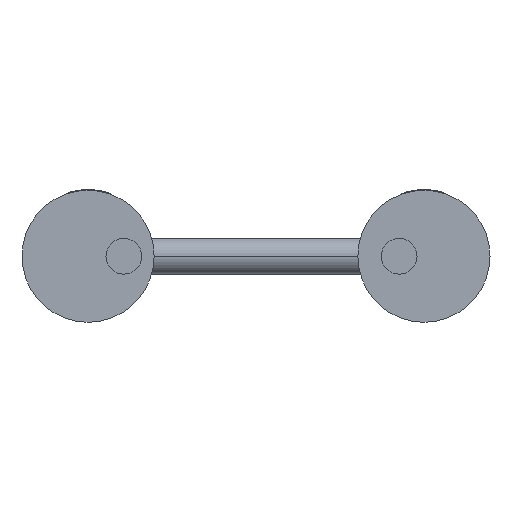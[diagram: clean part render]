
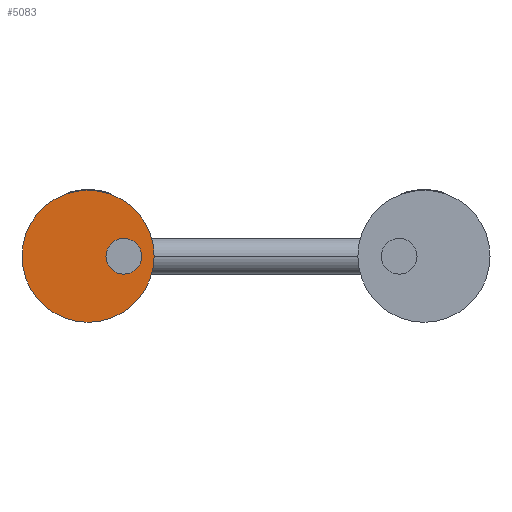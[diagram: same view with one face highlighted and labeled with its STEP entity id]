
A CAD part, front view. The second image highlights one B-rep face of the part: STEP entity #5083.
In plain terms, the highlighted planar face has unit normal (0, -1, 0).
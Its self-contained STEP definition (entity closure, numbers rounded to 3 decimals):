
#232 = DIRECTION ( 'NONE',  ( 0., 1., 0. ) ) ;
#235 = DIRECTION ( 'NONE',  ( 0., 0., 1. ) ) ;
#327 = ORIENTED_EDGE ( 'NONE', *, *, #1977, .F. ) ;
#347 = AXIS2_PLACEMENT_3D ( 'NONE', #1328, #2195, #2255 ) ;
#444 = AXIS2_PLACEMENT_3D ( 'NONE', #4884, #4895, #1494 ) ;
#602 = DIRECTION ( 'NONE',  ( 0., 0., 1. ) ) ;
#880 = ORIENTED_EDGE ( 'NONE', *, *, #5464, .F. ) ;
#1245 = FACE_OUTER_BOUND ( 'NONE', #3131, .T. ) ;
#1264 = CARTESIAN_POINT ( 'NONE',  ( 0.65, 0., -0.325 ) ) ;
#1328 = CARTESIAN_POINT ( 'NONE',  ( 0., 0., 0. ) ) ;
#1401 = VERTEX_POINT ( 'NONE', #1465 ) ;
#1447 = EDGE_LOOP ( 'NONE', ( #880, #1930 ) ) ;
#1465 = CARTESIAN_POINT ( 'NONE',  ( 0., 0., -1.2 ) ) ;
#1494 = DIRECTION ( 'NONE',  ( 0., 0., 1. ) ) ;
#1930 = ORIENTED_EDGE ( 'NONE', *, *, #5028, .F. ) ;
#1977 = EDGE_CURVE ( 'NONE', #5231, #1401, #4639, .T. ) ;
#2076 = CIRCLE ( 'NONE', #2560, 0.325 ) ;
#2195 = DIRECTION ( 'NONE',  ( 0., 1., 0. ) ) ;
#2255 = DIRECTION ( 'NONE',  ( 0., 0., 1. ) ) ;
#2332 = EDGE_CURVE ( 'NONE', #1401, #5231, #4670, .T. ) ;
#2432 = DIRECTION ( 'NONE',  ( 0., -1., 0. ) ) ;
#2560 = AXIS2_PLACEMENT_3D ( 'NONE', #5329, #4944, #602 ) ;
#3131 = EDGE_LOOP ( 'NONE', ( #4491, #327 ) ) ;
#3188 = AXIS2_PLACEMENT_3D ( 'NONE', #4512, #2432, #235 ) ;
#3442 = CARTESIAN_POINT ( 'NONE',  ( 0.65, 0., 0.325 ) ) ;
#3524 = VERTEX_POINT ( 'NONE', #1264 ) ;
#3614 = VERTEX_POINT ( 'NONE', #3442 ) ;
#3658 = FACE_BOUND ( 'NONE', #1447, .T. ) ;
#4328 = AXIS2_PLACEMENT_3D ( 'NONE', #5370, #232, #5383 ) ;
#4362 = CARTESIAN_POINT ( 'NONE',  ( 0., 0., 1.2 ) ) ;
#4491 = ORIENTED_EDGE ( 'NONE', *, *, #2332, .F. ) ;
#4512 = CARTESIAN_POINT ( 'NONE',  ( 0.65, 0., 0. ) ) ;
#4639 = CIRCLE ( 'NONE', #444, 1.2 ) ;
#4670 = CIRCLE ( 'NONE', #347, 1.2 ) ;
#4884 = CARTESIAN_POINT ( 'NONE',  ( 0., 0., 0. ) ) ;
#4895 = DIRECTION ( 'NONE',  ( 0., 1., 0. ) ) ;
#4906 = PLANE ( 'NONE',  #4328 ) ;
#4944 = DIRECTION ( 'NONE',  ( 0., -1., 0. ) ) ;
#5028 = EDGE_CURVE ( 'NONE', #3524, #3614, #2076, .T. ) ;
#5039 = CIRCLE ( 'NONE', #3188, 0.325 ) ;
#5083 = ADVANCED_FACE ( 'NONE', ( #1245, #3658 ), #4906, .F. ) ;
#5231 = VERTEX_POINT ( 'NONE', #4362 ) ;
#5329 = CARTESIAN_POINT ( 'NONE',  ( 0.65, 0., 0. ) ) ;
#5370 = CARTESIAN_POINT ( 'NONE',  ( 0., 0., 0. ) ) ;
#5383 = DIRECTION ( 'NONE',  ( 0., 0., 1. ) ) ;
#5464 = EDGE_CURVE ( 'NONE', #3614, #3524, #5039, .T. ) ;
